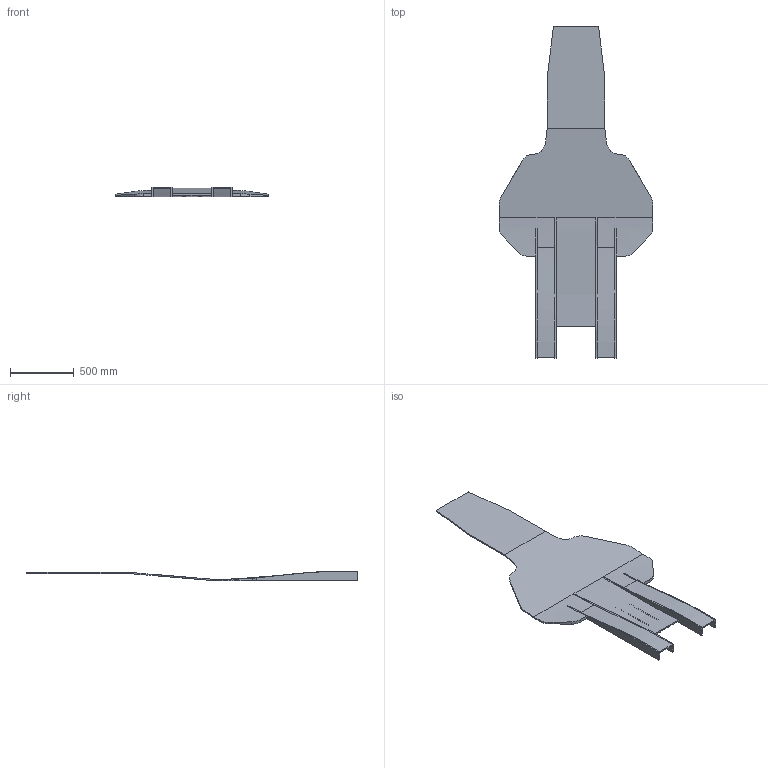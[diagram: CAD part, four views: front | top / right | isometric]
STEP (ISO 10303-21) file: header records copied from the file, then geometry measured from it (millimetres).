
FILE_DESCRIPTION(('CATIA V5 STEP Exchange'),'2;1');
FILE_NAME('diffuseur_maquette8.stp','2014-10-29T14:11:39+00:00',('none'),('none'),'CATIA Version 5 Release 19 SP 2 (IN-10)','CATIA V5 STEP AP203','none');
FILE_SCHEMA(('CONFIG_CONTROL_DESIGN'));
Length unit declared in the file: millimetre
Products named in the file (1): Diffuseur
Bounding box: 1208 x 2606 x 77.9 mm (x, y, z)
Volume: 19131826.4 mm3; surface area: 3873501.8 mm2
Topology: 1 solids, 1 shells, 86 faces, 250 edges, 166 vertices
Faces by surface type: plane 60, extrusion 16, cylinder 8, bspline 2
Entity records: 3291 total; most frequent: CARTESIAN_POINT 1298, ORIENTED_EDGE 500, EDGE_CURVE 250, DIRECTION 243, VERTEX_POINT 166, VECTOR 149, LINE 133, B_SPLINE_CURVE_WITH_KNOTS 125
